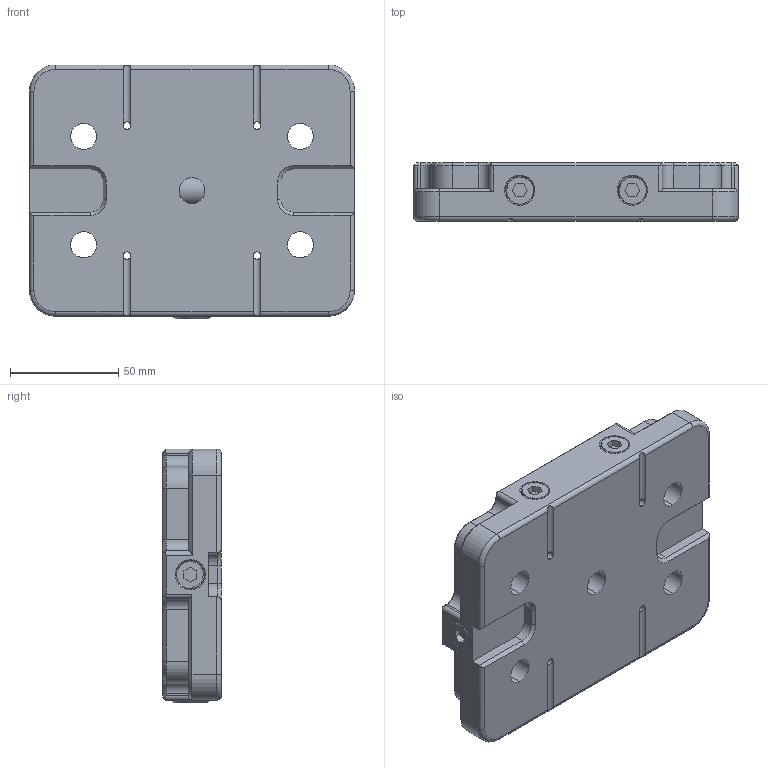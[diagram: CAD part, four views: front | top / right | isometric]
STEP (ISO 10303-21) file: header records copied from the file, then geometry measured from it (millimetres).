
FILE_DESCRIPTION (( 'STEP AP214' ), '1' );
FILE_NAME ('M52x52-8001.STEP', '2021-12-24T00:05:04', ( '' ), ( '' ), 'SwSTEP 2.0', 'SolidWorks 2018', '' );
FILE_SCHEMA (( 'AUTOMOTIVE_DESIGN' ));
Length unit declared in the file: millimetre
Products named in the file (1): M52x52-8001
Bounding box: 150 x 27 x 117.26 mm (x, y, z)
Volume: 370434.2 mm3; surface area: 75284.5 mm2
Topology: 9 solids, 9 shells, 555 faces, 1402 edges, 879 vertices
Faces by surface type: cylinder 241, plane 174, cone 114, torus 14, bspline 12
Entity records: 28418 total; most frequent: CARTESIAN_POINT 9601, ORIENTED_EDGE 2768, DIRECTION 2526, EDGE_CURVE 1384, AXIS2_PLACEMENT_3D 944, VERTEX_POINT 879, VECTOR 638, LINE 638
